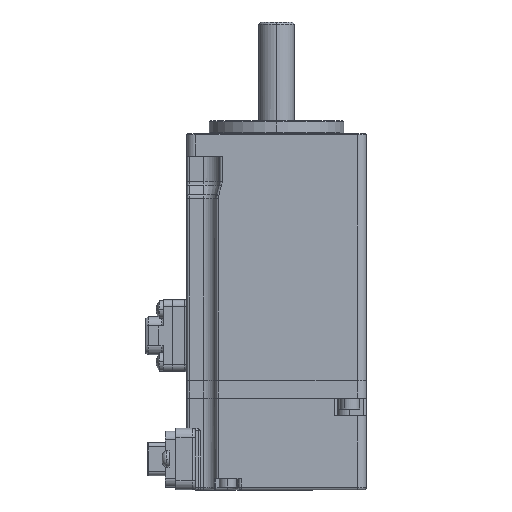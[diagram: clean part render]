
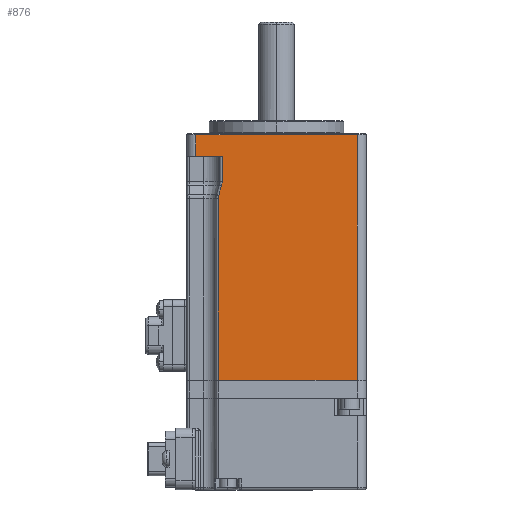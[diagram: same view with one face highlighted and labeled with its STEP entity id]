
A CAD part, top view. The second image highlights one B-rep face of the part: STEP entity #876.
In plain terms, the highlighted planar face has unit normal (0, 0, 1).
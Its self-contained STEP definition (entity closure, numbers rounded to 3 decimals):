
#680 = VERTEX_POINT ( 'NONE', #12498 ) ;
#876 = ADVANCED_FACE ( 'NONE', ( #9530 ), #19342, .F. ) ;
#962 = CARTESIAN_POINT ( 'NONE',  ( -8.935, 55.462, 20. ) ) ;
#1489 = CARTESIAN_POINT ( 'NONE',  ( -18., 50., 20. ) ) ;
#1599 = EDGE_CURVE ( 'NONE', #22073, #13731, #10888, .T. ) ;
#1926 = DIRECTION ( 'NONE',  ( -1., 0., 0. ) ) ;
#2137 = ORIENTED_EDGE ( 'NONE', *, *, #17092, .T. ) ;
#3275 = DIRECTION ( 'NONE',  ( 0., -1., 0. ) ) ;
#3276 = VERTEX_POINT ( 'NONE', #18479 ) ;
#3394 = LINE ( 'NONE', #11280, #12973 ) ;
#3405 = DIRECTION ( 'NONE',  ( -1., 0., 0. ) ) ;
#3443 = CARTESIAN_POINT ( 'NONE',  ( -13., 0., 20. ) ) ;
#3660 = CARTESIAN_POINT ( 'NONE',  ( -15.663, 44.412, 20. ) ) ;
#4031 = CARTESIAN_POINT ( 'NONE',  ( -13., 58., 20. ) ) ;
#4039 = EDGE_CURVE ( 'NONE', #8754, #4752, #18906, .T. ) ;
#4491 = LINE ( 'NONE', #4612, #19736 ) ;
#4612 = CARTESIAN_POINT ( 'NONE',  ( -18., 0., 20. ) ) ;
#4658 = AXIS2_PLACEMENT_3D ( 'NONE', #3660, #5479, #3405 ) ;
#4752 = VERTEX_POINT ( 'NONE', #15371 ) ;
#5479 = DIRECTION ( 'NONE',  ( 0., 0., -1. ) ) ;
#5911 = CIRCLE ( 'NONE', #4658, 3.5 ) ;
#5932 = LINE ( 'NONE', #25592, #17958 ) ;
#6489 = VERTEX_POINT ( 'NONE', #20545 ) ;
#7409 = LINE ( 'NONE', #4031, #18905 ) ;
#7473 = DIRECTION ( 'NONE',  ( 0., 0., -1. ) ) ;
#7490 = CARTESIAN_POINT ( 'NONE',  ( -12.163, 44.412, 20. ) ) ;
#8033 = LINE ( 'NONE', #13849, #24685 ) ;
#8566 = EDGE_CURVE ( 'NONE', #3276, #8754, #10785, .T. ) ;
#8754 = VERTEX_POINT ( 'NONE', #18376 ) ;
#8836 = DIRECTION ( 'NONE',  ( -0.27, -0.963, 0. ) ) ;
#8842 = ORIENTED_EDGE ( 'NONE', *, *, #8566, .T. ) ;
#9530 = FACE_OUTER_BOUND ( 'NONE', #21977, .T. ) ;
#10469 = EDGE_CURVE ( 'NONE', #680, #6489, #3394, .T. ) ;
#10492 = ORIENTED_EDGE ( 'NONE', *, *, #24511, .T. ) ;
#10785 = LINE ( 'NONE', #962, #19903 ) ;
#10795 = ORIENTED_EDGE ( 'NONE', *, *, #15235, .T. ) ;
#10888 = LINE ( 'NONE', #18892, #13515 ) ;
#11280 = CARTESIAN_POINT ( 'NONE',  ( 18., 58., 20. ) ) ;
#11517 = AXIS2_PLACEMENT_3D ( 'NONE', #24518, #16999, #20900 ) ;
#12498 = CARTESIAN_POINT ( 'NONE',  ( 18., 54.8, 20. ) ) ;
#12702 = DIRECTION ( 'NONE',  ( 0., -1., 0. ) ) ;
#12973 = VECTOR ( 'NONE', #3275, 1000. ) ;
#13502 = AXIS2_PLACEMENT_3D ( 'NONE', #19211, #7473, #17522 ) ;
#13515 = VECTOR ( 'NONE', #12702, 1000. ) ;
#13710 = VERTEX_POINT ( 'NONE', #13867 ) ;
#13731 = VERTEX_POINT ( 'NONE', #1489 ) ;
#13849 = CARTESIAN_POINT ( 'NONE',  ( -12.163, 44.412, 20. ) ) ;
#13867 = CARTESIAN_POINT ( 'NONE',  ( -12.163, 50., 20. ) ) ;
#14124 = DIRECTION ( 'NONE',  ( 1., 0., 0. ) ) ;
#14413 = DIRECTION ( 'NONE',  ( 1., 0., 0. ) ) ;
#15235 = EDGE_CURVE ( 'NONE', #4752, #25428, #7409, .T. ) ;
#15371 = CARTESIAN_POINT ( 'NONE',  ( -13., 40.6, 20. ) ) ;
#15455 = ORIENTED_EDGE ( 'NONE', *, *, #16130, .T. ) ;
#16130 = EDGE_CURVE ( 'NONE', #13710, #20020, #8033, .T. ) ;
#16182 = CARTESIAN_POINT ( 'NONE',  ( -18., 50., 20. ) ) ;
#16299 = ORIENTED_EDGE ( 'NONE', *, *, #22551, .T. ) ;
#16999 = DIRECTION ( 'NONE',  ( 0., 0., 1. ) ) ;
#17092 = EDGE_CURVE ( 'NONE', #25428, #6489, #4491, .T. ) ;
#17522 = DIRECTION ( 'NONE',  ( -1., 0., 0. ) ) ;
#17648 = ORIENTED_EDGE ( 'NONE', *, *, #4039, .T. ) ;
#17934 = VECTOR ( 'NONE', #14124, 1000. ) ;
#17958 = VECTOR ( 'NONE', #1926, 1000. ) ;
#18186 = EDGE_CURVE ( 'NONE', #680, #22073, #5932, .T. ) ;
#18376 = CARTESIAN_POINT ( 'NONE',  ( -12.907, 41.274, 20. ) ) ;
#18479 = CARTESIAN_POINT ( 'NONE',  ( -12.293, 43.468, 20. ) ) ;
#18892 = CARTESIAN_POINT ( 'NONE',  ( -18., 58., 20. ) ) ;
#18905 = VECTOR ( 'NONE', #19523, 1000. ) ;
#18906 = CIRCLE ( 'NONE', #11517, 2.5 ) ;
#19050 = CARTESIAN_POINT ( 'NONE',  ( -18., 54.8, 20. ) ) ;
#19211 = CARTESIAN_POINT ( 'NONE',  ( -18., 58., 20. ) ) ;
#19342 = PLANE ( 'NONE',  #13502 ) ;
#19523 = DIRECTION ( 'NONE',  ( 0., -1., 0. ) ) ;
#19736 = VECTOR ( 'NONE', #14413, 1000. ) ;
#19903 = VECTOR ( 'NONE', #8836, 1000. ) ;
#20020 = VERTEX_POINT ( 'NONE', #7490 ) ;
#20065 = LINE ( 'NONE', #16182, #17934 ) ;
#20545 = CARTESIAN_POINT ( 'NONE',  ( 18., 0., 20. ) ) ;
#20900 = DIRECTION ( 'NONE',  ( -1., 0., 0. ) ) ;
#21354 = ORIENTED_EDGE ( 'NONE', *, *, #18186, .T. ) ;
#21880 = DIRECTION ( 'NONE',  ( 0., -1., 0. ) ) ;
#21977 = EDGE_LOOP ( 'NONE', ( #24971, #21354, #23182, #10492, #15455, #16299, #8842, #17648, #10795, #2137 ) ) ;
#22073 = VERTEX_POINT ( 'NONE', #19050 ) ;
#22551 = EDGE_CURVE ( 'NONE', #20020, #3276, #5911, .T. ) ;
#23182 = ORIENTED_EDGE ( 'NONE', *, *, #1599, .T. ) ;
#24511 = EDGE_CURVE ( 'NONE', #13731, #13710, #20065, .T. ) ;
#24518 = CARTESIAN_POINT ( 'NONE',  ( -10.5, 40.6, 20. ) ) ;
#24685 = VECTOR ( 'NONE', #21880, 1000. ) ;
#24971 = ORIENTED_EDGE ( 'NONE', *, *, #10469, .F. ) ;
#25428 = VERTEX_POINT ( 'NONE', #3443 ) ;
#25592 = CARTESIAN_POINT ( 'NONE',  ( -18., 54.8, 20. ) ) ;
